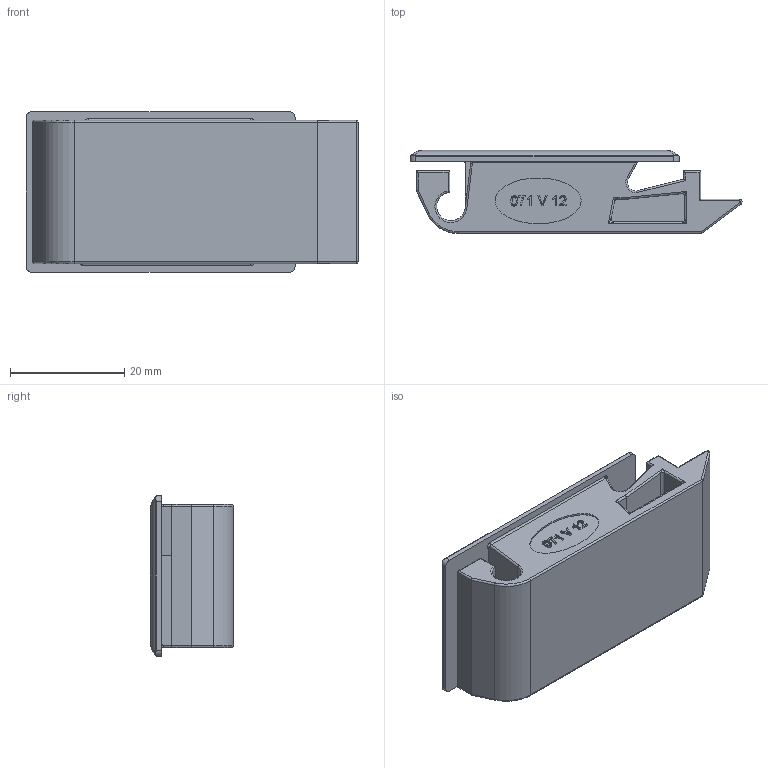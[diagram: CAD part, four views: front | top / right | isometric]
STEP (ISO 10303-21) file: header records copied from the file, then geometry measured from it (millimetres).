
FILE_DESCRIPTION(('STEP AP203'),'1');
FILE_NAME('071.12.step','2015-09-21T14:01:36',(' '),(' '),'Spatial InterOp 3D',' ',' ');
FILE_SCHEMA(('CONFIG_CONTROL_DESIGN'));
Length unit declared in the file: millimetre
Products named in the file (1): 1
Bounding box: 58 x 14.5 x 28 mm (x, y, z)
Volume: 8842 mm3; surface area: 8021.6 mm2
Topology: 1 solids, 1 shells, 188 faces, 456 edges, 272 vertices
Faces by surface type: plane 82, cylinder 69, bspline 15, extrusion 13, torus 7, sphere 2
Entity records: 6727 total; most frequent: CARTESIAN_POINT 2449, ORIENTED_EDGE 886, DIRECTION 850, EDGE_CURVE 443, AXIS2_PLACEMENT_3D 293, VERTEX_POINT 272, VECTOR 264, LINE 251
